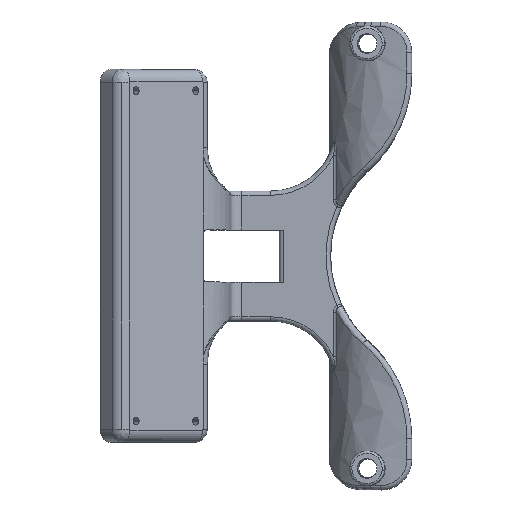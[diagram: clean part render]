
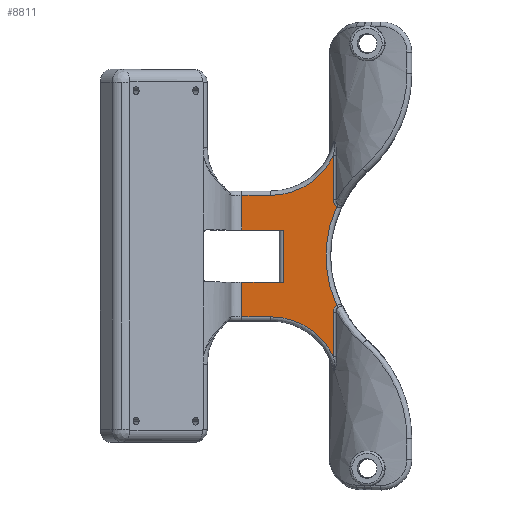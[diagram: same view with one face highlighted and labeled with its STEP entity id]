
A CAD part, top view. The second image highlights one B-rep face of the part: STEP entity #8811.
In plain terms, the highlighted planar face has unit normal (-0.04, 0, 0.999).
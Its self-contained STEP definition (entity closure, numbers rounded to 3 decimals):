
#86 = CARTESIAN_POINT ( 'NONE',  ( -36.743, -14., 86.127 ) ) ;
#216 = DIRECTION ( 'NONE',  ( 0., 1., 0. ) ) ;
#359 = DIRECTION ( 'NONE',  ( 0.999, 0., 0.04 ) ) ;
#519 = VECTOR ( 'NONE', #4817, 1000. ) ;
#653 = VERTEX_POINT ( 'NONE', #2459 ) ;
#691 = VERTEX_POINT ( 'NONE', #2266 ) ;
#746 = CARTESIAN_POINT ( 'NONE',  ( -3.499, -14., 87.457 ) ) ;
#809 = CARTESIAN_POINT ( 'NONE',  ( -43.401, -15., 85.861 ) ) ;
#815 = CIRCLE ( 'NONE', #7724, 27. ) ;
#911 = VERTEX_POINT ( 'NONE', #10608 ) ;
#1089 = VECTOR ( 'NONE', #9498, 1000. ) ;
#1228 = B_SPLINE_CURVE_WITH_KNOTS ( 'NONE', 3,
 ( #7099, #4297, #12156, #3423, #2401, #7037, #7227, #11137, #1443, #5317 ),
 .UNSPECIFIED., .F., .F.,
 ( 4, 2, 2, 2, 4 ),
 ( 0., 0., 0.001, 0.001, 0.002 ),
 .UNSPECIFIED. ) ;
#1443 = CARTESIAN_POINT ( 'NONE',  ( -21.632, -11.476, 86.732 ) ) ;
#1490 = VERTEX_POINT ( 'NONE', #86 ) ;
#1500 = CARTESIAN_POINT ( 'NONE',  ( -43.401, -14., 85.861 ) ) ;
#1645 = CARTESIAN_POINT ( 'NONE',  ( -21.487, -11.405, 86.738 ) ) ;
#1902 = EDGE_CURVE ( 'NONE', #2131, #11323, #1228, .T. ) ;
#2085 = EDGE_CURVE ( 'NONE', #6729, #691, #5787, .T. ) ;
#2131 = VERTEX_POINT ( 'NONE', #4763 ) ;
#2253 = CARTESIAN_POINT ( 'NONE',  ( -3.499, -6., 87.457 ) ) ;
#2266 = CARTESIAN_POINT ( 'NONE',  ( -43.401, 6., 85.861 ) ) ;
#2347 = VECTOR ( 'NONE', #5120, 1000. ) ;
#2401 = CARTESIAN_POINT ( 'NONE',  ( -22.168, -12.258, 86.711 ) ) ;
#2412 = CARTESIAN_POINT ( 'NONE',  ( -22.273, -23.196, 86.706 ) ) ;
#2459 = CARTESIAN_POINT ( 'NONE',  ( -22.273, 13.046, 86.706 ) ) ;
#2538 = CARTESIAN_POINT ( 'NONE',  ( -3.499, 6., 87.457 ) ) ;
#2601 = CARTESIAN_POINT ( 'NONE',  ( -22.047, 11.963, 86.715 ) ) ;
#2723 = CARTESIAN_POINT ( 'NONE',  ( -21.632, 11.476, 86.732 ) ) ;
#2737 = DIRECTION ( 'NONE',  ( 0., -1., 0. ) ) ;
#2850 = AXIS2_PLACEMENT_3D ( 'NONE', #12520, #6571, #12457 ) ;
#3025 = CARTESIAN_POINT ( 'NONE',  ( -22.273, 0., 86.706 ) ) ;
#3144 = ORIENTED_EDGE ( 'NONE', *, *, #7516, .T. ) ;
#3379 = VERTEX_POINT ( 'NONE', #6470 ) ;
#3383 = EDGE_CURVE ( 'NONE', #4207, #691, #11277, .T. ) ;
#3423 = CARTESIAN_POINT ( 'NONE',  ( -22.209, -12.411, 86.709 ) ) ;
#3504 = CARTESIAN_POINT ( 'NONE',  ( -21.966, 11.822, 86.719 ) ) ;
#3637 = DIRECTION ( 'NONE',  ( 0.04, 0., -0.999 ) ) ;
#3680 = DIRECTION ( 'NONE',  ( 0., -1., 0. ) ) ;
#3701 = DIRECTION ( 'NONE',  ( 0.999, 0., 0.04 ) ) ;
#3740 = ORIENTED_EDGE ( 'NONE', *, *, #7518, .T. ) ;
#3757 = EDGE_CURVE ( 'NONE', #8397, #2131, #11750, .T. ) ;
#3844 = ORIENTED_EDGE ( 'NONE', *, *, #2085, .T. ) ;
#3870 = CARTESIAN_POINT ( 'NONE',  ( -21.487, 11.405, 86.738 ) ) ;
#4179 = DIRECTION ( 'NONE',  ( 0.04, 0., -0.999 ) ) ;
#4207 = VERTEX_POINT ( 'NONE', #9366 ) ;
#4289 = ORIENTED_EDGE ( 'NONE', *, *, #3757, .T. ) ;
#4294 = CARTESIAN_POINT ( 'NONE',  ( -3.499, 0., 87.457 ) ) ;
#4297 = CARTESIAN_POINT ( 'NONE',  ( -22.273, -12.886, 86.706 ) ) ;
#4405 = CARTESIAN_POINT ( 'NONE',  ( -36.743, 30., 86.127 ) ) ;
#4424 = FACE_OUTER_BOUND ( 'NONE', #10679, .T. ) ;
#4562 = DIRECTION ( 'NONE',  ( -0.999, 0., -0.04 ) ) ;
#4565 = CARTESIAN_POINT ( 'NONE',  ( -22.273, 13.046, 86.706 ) ) ;
#4587 = CARTESIAN_POINT ( 'NONE',  ( -22.273, 0., 86.706 ) ) ;
#4623 = VERTEX_POINT ( 'NONE', #5321 ) ;
#4696 = VERTEX_POINT ( 'NONE', #10237 ) ;
#4763 = CARTESIAN_POINT ( 'NONE',  ( -22.273, -13.046, 86.706 ) ) ;
#4817 = DIRECTION ( 'NONE',  ( 0.999, 0., 0.04 ) ) ;
#4975 = CIRCLE ( 'NONE', #11106, 16. ) ;
#4989 = ORIENTED_EDGE ( 'NONE', *, *, #5420, .F. ) ;
#5120 = DIRECTION ( 'NONE',  ( -0.999, 0., -0.04 ) ) ;
#5150 = VECTOR ( 'NONE', #8867, 1000. ) ;
#5187 = LINE ( 'NONE', #7024, #2347 ) ;
#5285 = VECTOR ( 'NONE', #4562, 1000. ) ;
#5316 = PLANE ( 'NONE',  #10898 ) ;
#5317 = CARTESIAN_POINT ( 'NONE',  ( -21.487, -11.405, 86.738 ) ) ;
#5321 = CARTESIAN_POINT ( 'NONE',  ( -33.775, -6., 86.246 ) ) ;
#5322 = EDGE_CURVE ( 'NONE', #1490, #8397, #10999, .T. ) ;
#5420 = EDGE_CURVE ( 'NONE', #911, #4623, #10733, .T. ) ;
#5787 = LINE ( 'NONE', #7506, #10900 ) ;
#5793 = ORIENTED_EDGE ( 'NONE', *, *, #5322, .T. ) ;
#6114 = LINE ( 'NONE', #10062, #11808 ) ;
#6173 = ORIENTED_EDGE ( 'NONE', *, *, #1902, .T. ) ;
#6470 = CARTESIAN_POINT ( 'NONE',  ( -36.743, 14., 86.127 ) ) ;
#6571 = DIRECTION ( 'NONE',  ( 0.04, 0., -0.999 ) ) ;
#6729 = VERTEX_POINT ( 'NONE', #7606 ) ;
#6931 = EDGE_CURVE ( 'NONE', #3379, #6729, #5187, .T. ) ;
#7024 = CARTESIAN_POINT ( 'NONE',  ( -3.499, 14., 87.457 ) ) ;
#7037 = CARTESIAN_POINT ( 'NONE',  ( -22.046, -11.96, 86.715 ) ) ;
#7099 = CARTESIAN_POINT ( 'NONE',  ( -22.273, -13.046, 86.706 ) ) ;
#7227 = CARTESIAN_POINT ( 'NONE',  ( -21.966, -11.821, 86.719 ) ) ;
#7506 = CARTESIAN_POINT ( 'NONE',  ( -43.401, -15., 85.861 ) ) ;
#7516 = EDGE_CURVE ( 'NONE', #9770, #1490, #9668, .T. ) ;
#7518 = EDGE_CURVE ( 'NONE', #911, #9770, #9725, .T. ) ;
#7595 = VERTEX_POINT ( 'NONE', #3870 ) ;
#7606 = CARTESIAN_POINT ( 'NONE',  ( -43.401, 14., 85.861 ) ) ;
#7628 = VECTOR ( 'NONE', #3680, 1000. ) ;
#7724 = AXIS2_PLACEMENT_3D ( 'NONE', #8191, #4179, #359 ) ;
#7915 = EDGE_CURVE ( 'NONE', #4696, #3379, #4975, .T. ) ;
#8191 = CARTESIAN_POINT ( 'NONE',  ( 2.966, 0., 87.716 ) ) ;
#8336 = CARTESIAN_POINT ( 'NONE',  ( -21.487, 11.405, 86.738 ) ) ;
#8348 = ORIENTED_EDGE ( 'NONE', *, *, #10764, .T. ) ;
#8397 = VERTEX_POINT ( 'NONE', #2412 ) ;
#8520 = CARTESIAN_POINT ( 'NONE',  ( -22.21, 12.415, 86.709 ) ) ;
#8811 = ADVANCED_FACE ( 'NONE', ( #4424 ), #5316, .T. ) ;
#8867 = DIRECTION ( 'NONE',  ( 0.999, 0., 0.04 ) ) ;
#9161 = ORIENTED_EDGE ( 'NONE', *, *, #7915, .T. ) ;
#9366 = CARTESIAN_POINT ( 'NONE',  ( -33.775, 6., 86.246 ) ) ;
#9498 = DIRECTION ( 'NONE',  ( 0., 1., 0. ) ) ;
#9541 = ORIENTED_EDGE ( 'NONE', *, *, #3383, .F. ) ;
#9668 = LINE ( 'NONE', #746, #519 ) ;
#9703 = ORIENTED_EDGE ( 'NONE', *, *, #11852, .T. ) ;
#9725 = LINE ( 'NONE', #809, #7628 ) ;
#9770 = VERTEX_POINT ( 'NONE', #1500 ) ;
#10001 = DIRECTION ( 'NONE',  ( 0., -1., 0. ) ) ;
#10062 = CARTESIAN_POINT ( 'NONE',  ( -33.775, -6., 86.246 ) ) ;
#10237 = CARTESIAN_POINT ( 'NONE',  ( -22.273, 23.196, 86.706 ) ) ;
#10501 = CARTESIAN_POINT ( 'NONE',  ( -22.262, 12.728, 86.707 ) ) ;
#10608 = CARTESIAN_POINT ( 'NONE',  ( -43.401, -6., 85.861 ) ) ;
#10657 = EDGE_CURVE ( 'NONE', #4207, #4623, #6114, .T. ) ;
#10679 = EDGE_LOOP ( 'NONE', ( #11431, #8348, #9703, #9161, #12248, #3844, #9541, #11280, #4989, #3740, #3144, #5793, #4289, #6173 ) ) ;
#10733 = LINE ( 'NONE', #2253, #5150 ) ;
#10764 = EDGE_CURVE ( 'NONE', #7595, #653, #11421, .T. ) ;
#10786 = EDGE_CURVE ( 'NONE', #11323, #7595, #815, .T. ) ;
#10898 = AXIS2_PLACEMENT_3D ( 'NONE', #4294, #11259, #11197 ) ;
#10900 = VECTOR ( 'NONE', #2737, 1000. ) ;
#10999 = CIRCLE ( 'NONE', #2850, 16. ) ;
#11106 = AXIS2_PLACEMENT_3D ( 'NONE', #4405, #3637, #3701 ) ;
#11137 = CARTESIAN_POINT ( 'NONE',  ( -21.756, -11.576, 86.727 ) ) ;
#11197 = DIRECTION ( 'NONE',  ( 0.999, 0., 0.04 ) ) ;
#11259 = DIRECTION ( 'NONE',  ( -0.04, 0., 0.999 ) ) ;
#11277 = LINE ( 'NONE', #2538, #5285 ) ;
#11280 = ORIENTED_EDGE ( 'NONE', *, *, #10657, .T. ) ;
#11323 = VERTEX_POINT ( 'NONE', #1645 ) ;
#11341 = CARTESIAN_POINT ( 'NONE',  ( -21.759, 11.579, 86.727 ) ) ;
#11359 = LINE ( 'NONE', #4587, #1089 ) ;
#11421 = B_SPLINE_CURVE_WITH_KNOTS ( 'NONE', 3,
 ( #8336, #2723, #11341, #3504, #2601, #11455, #8520, #10501, #12416, #4565 ),
 .UNSPECIFIED., .F., .F.,
 ( 4, 2, 2, 2, 4 ),
 ( 0., 0., 0.001, 0.001, 0.002 ),
 .UNSPECIFIED. ) ;
#11431 = ORIENTED_EDGE ( 'NONE', *, *, #10786, .T. ) ;
#11455 = CARTESIAN_POINT ( 'NONE',  ( -22.168, 12.258, 86.71 ) ) ;
#11750 = LINE ( 'NONE', #3025, #11901 ) ;
#11808 = VECTOR ( 'NONE', #10001, 1000. ) ;
#11852 = EDGE_CURVE ( 'NONE', #653, #4696, #11359, .T. ) ;
#11901 = VECTOR ( 'NONE', #216, 1000. ) ;
#12156 = CARTESIAN_POINT ( 'NONE',  ( -22.262, -12.725, 86.707 ) ) ;
#12248 = ORIENTED_EDGE ( 'NONE', *, *, #6931, .T. ) ;
#12416 = CARTESIAN_POINT ( 'NONE',  ( -22.273, 12.886, 86.706 ) ) ;
#12457 = DIRECTION ( 'NONE',  ( 0.999, 0., 0.04 ) ) ;
#12520 = CARTESIAN_POINT ( 'NONE',  ( -36.743, -30., 86.127 ) ) ;
